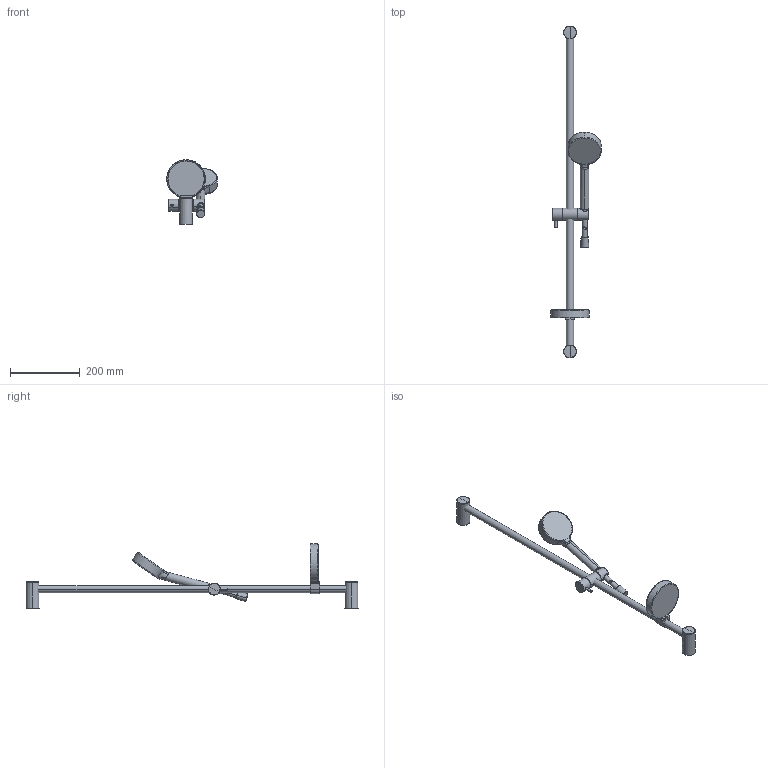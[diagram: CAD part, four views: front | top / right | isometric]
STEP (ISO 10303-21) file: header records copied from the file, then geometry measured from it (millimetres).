
FILE_DESCRIPTION (( 'STEP AP203' ), '1' );
FILE_NAME ('44150110(2021).STEP', '2021-04-26T13:20:05', ( '' ), ( '' ), 'SwSTEP 2.0', 'SolidWorks 2016', '' );
FILE_SCHEMA (( 'CONFIG_CONTROL_DESIGN' ));
Length unit declared in the file: millimetre
Products named in the file (1): 44150110(2021)
Bounding box: 144.59 x 952.49 x 185.25 mm (x, y, z)
Volume: 932815 mm3; surface area: 179549.7 mm2
Topology: 10 solids, 10 shells, 231 faces, 570 edges, 350 vertices
Faces by surface type: bspline 60, plane 56, cylinder 54, torus 35, cone 13, sphere 13
Entity records: 16262 total; most frequent: CARTESIAN_POINT 11335, ORIENTED_EDGE 1084, DIRECTION 886, EDGE_CURVE 542, AXIS2_PLACEMENT_3D 365, VERTEX_POINT 338, EDGE_LOOP 238, FACE_OUTER_BOUND 230
